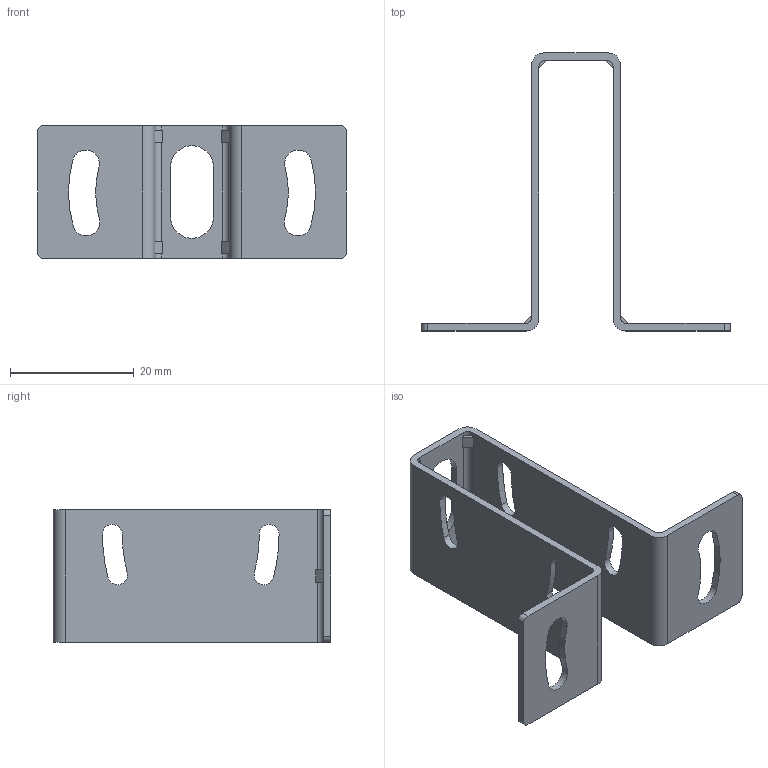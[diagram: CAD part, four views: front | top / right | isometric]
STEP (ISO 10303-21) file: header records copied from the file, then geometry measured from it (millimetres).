
FILE_DESCRIPTION((''),'2;1');
FILE_NAME('SG-ML100-BRACKET-543453','2012-11-29T',('sereneee'),(''),'PRO/ENGINEER BY PARAMETRIC TECHNOLOGY CORPORATION, 2006140','PRO/ENGINEER BY PARAMETRIC TECHNOLOGY CORPORATION, 2006140','');
FILE_SCHEMA(('CONFIG_CONTROL_DESIGN'));
Length unit declared in the file: millimetre
Products named in the file (1): SG-ML100-BRACKET-543453
Bounding box: 50 x 45 x 21.5 mm (x, y, z)
Volume: 3109.1 mm3; surface area: 5766 mm2
Topology: 1 solids, 1 shells, 78 faces, 228 edges, 152 vertices
Faces by surface type: cylinder 44, plane 34
Entity records: 2686 total; most frequent: DIRECTION 472, CARTESIAN_POINT 458, ORIENTED_EDGE 456, EDGE_CURVE 228, AXIS2_PLACEMENT_3D 166, VERTEX_POINT 152, VECTOR 140, LINE 140
